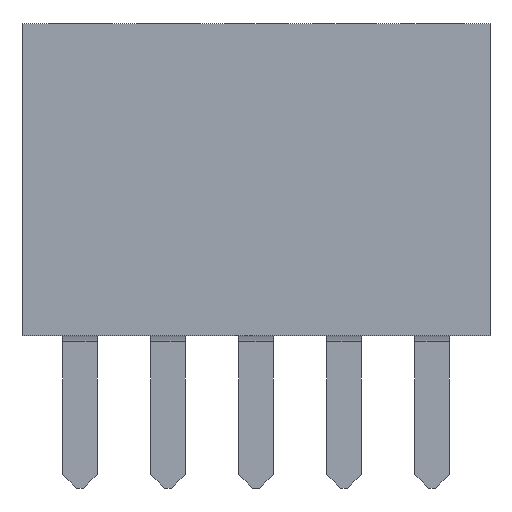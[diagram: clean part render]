
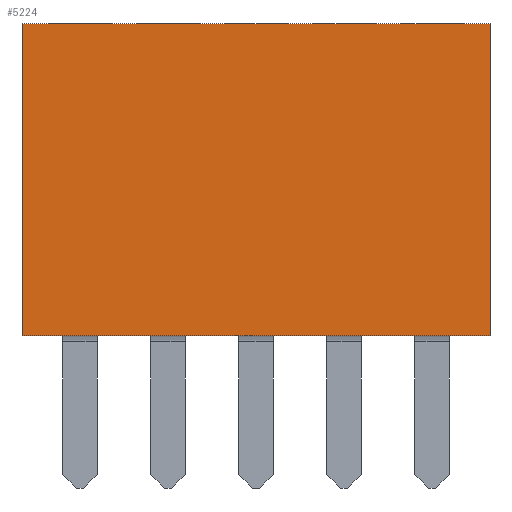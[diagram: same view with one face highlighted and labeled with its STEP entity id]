
A CAD part, front view. The second image highlights one B-rep face of the part: STEP entity #5224.
In plain terms, the highlighted planar face has unit normal (0, -1, 0).
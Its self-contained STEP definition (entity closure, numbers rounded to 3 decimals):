
#550=ORIENTED_EDGE('',*,*,#1996,.F.);
#551=ORIENTED_EDGE('',*,*,#2007,.F.);
#552=ORIENTED_EDGE('',*,*,#2005,.F.);
#553=ORIENTED_EDGE('',*,*,#1726,.F.);
#1726=EDGE_CURVE('',#2488,#2489,#2980,.T.);
#1996=EDGE_CURVE('',#2719,#2488,#3250,.T.);
#2005=EDGE_CURVE('',#2489,#2722,#3259,.T.);
#2007=EDGE_CURVE('',#2722,#2719,#3261,.T.);
#2488=VERTEX_POINT('',#7302);
#2489=VERTEX_POINT('',#7304);
#2719=VERTEX_POINT('',#7833);
#2722=VERTEX_POINT('',#7842);
#2980=LINE('',#7303,#3682);
#3250=LINE('',#7834,#3952);
#3259=LINE('',#7850,#3961);
#3261=LINE('',#7853,#3963);
#3682=VECTOR('',#5882,1000.);
#3952=VECTOR('',#6212,1000.);
#3961=VECTOR('',#6223,1000.);
#3963=VECTOR('',#6227,1000.);
#4400=EDGE_LOOP('',(#550,#551,#552,#553));
#4698=FACE_BOUND('',#4400,.T.);
#4976=PLANE('',#5529);
#5224=ADVANCED_FACE('',(#4698),#4976,.F.);
#5529=AXIS2_PLACEMENT_3D('',#7857,#6232,#6233);
#5882=DIRECTION('',(1.,0.,0.));
#6212=DIRECTION('',(0.,0.,1.));
#6223=DIRECTION('',(0.,0.,-1.));
#6227=DIRECTION('',(-1.,0.,0.));
#6232=DIRECTION('',(0.,1.,0.));
#6233=DIRECTION('',(0.,0.,1.));
#7302=CARTESIAN_POINT('',(-3.375,-1.5,2.25));
#7303=CARTESIAN_POINT('',(-3.375,-1.5,2.25));
#7304=CARTESIAN_POINT('',(3.375,-1.5,2.25));
#7833=CARTESIAN_POINT('',(-3.375,-1.5,-2.25));
#7834=CARTESIAN_POINT('',(-3.375,-1.5,-2.25));
#7842=CARTESIAN_POINT('',(3.375,-1.5,-2.25));
#7850=CARTESIAN_POINT('',(3.375,-1.5,2.25));
#7853=CARTESIAN_POINT('',(3.375,-1.5,-2.25));
#7857=CARTESIAN_POINT('',(0.,-1.5,0.));
